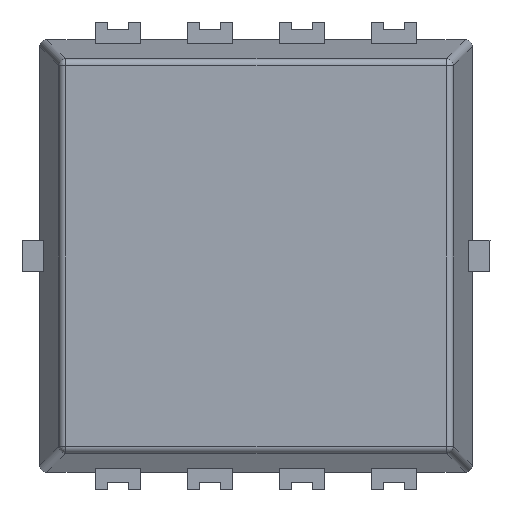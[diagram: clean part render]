
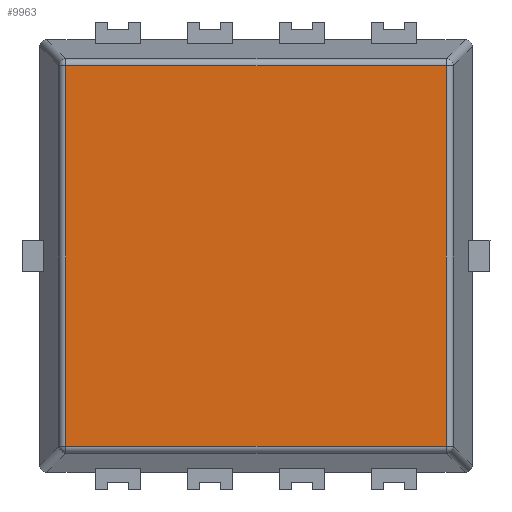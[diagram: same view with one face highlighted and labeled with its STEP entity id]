
A CAD part, left-side view. The second image highlights one B-rep face of the part: STEP entity #9963.
In plain terms, the highlighted planar face has unit normal (-1, 0, 0).
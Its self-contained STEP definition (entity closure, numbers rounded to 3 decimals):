
#3082=ORIENTED_EDGE('',*,*,#4548,.T.);
#3083=ORIENTED_EDGE('',*,*,#4549,.T.);
#3084=ORIENTED_EDGE('',*,*,#4550,.T.);
#3085=ORIENTED_EDGE('',*,*,#4551,.T.);
#4548=EDGE_CURVE('',#5512,#5513,#6802,.F.);
#4549=EDGE_CURVE('',#5513,#5514,#6803,.F.);
#4550=EDGE_CURVE('',#5514,#5515,#6804,.F.);
#4551=EDGE_CURVE('',#5515,#5512,#6805,.F.);
#5512=VERTEX_POINT('',#16096);
#5513=VERTEX_POINT('',#16097);
#5514=VERTEX_POINT('',#16099);
#5515=VERTEX_POINT('',#16101);
#6802=LINE('',#16095,#8092);
#6803=LINE('',#16098,#8093);
#6804=LINE('',#16100,#8094);
#6805=LINE('',#16102,#8095);
#8092=VECTOR('',#13203,1000.);
#8093=VECTOR('',#13204,1000.);
#8094=VECTOR('',#13205,1000.);
#8095=VECTOR('',#13206,1000.);
#8581=EDGE_LOOP('',(#3082,#3083,#3084,#3085));
#9079=FACE_BOUND('',#8581,.T.);
#9495=PLANE('',#10683);
#9963=ADVANCED_FACE('',(#9079),#9495,.F.);
#10683=AXIS2_PLACEMENT_3D('',#16094,#13201,#13202);
#13201=DIRECTION('',(1.,0.,0.));
#13202=DIRECTION('',(0.,1.,0.));
#13203=DIRECTION('',(0.,0.,1.));
#13204=DIRECTION('',(0.,1.,0.));
#13205=DIRECTION('',(0.,0.,-1.));
#13206=DIRECTION('',(0.,-1.,0.));
#16094=CARTESIAN_POINT('',(0.,0.,0.));
#16095=CARTESIAN_POINT('',(0.,1.342,-1.384));
#16096=CARTESIAN_POINT('',(0.,1.342,1.342));
#16097=CARTESIAN_POINT('',(0.,1.342,-1.342));
#16098=CARTESIAN_POINT('',(0.,-1.384,-1.342));
#16099=CARTESIAN_POINT('',(0.,-1.342,-1.342));
#16100=CARTESIAN_POINT('',(0.,-1.342,1.384));
#16101=CARTESIAN_POINT('',(0.,-1.342,1.342));
#16102=CARTESIAN_POINT('',(0.,1.384,1.342));
